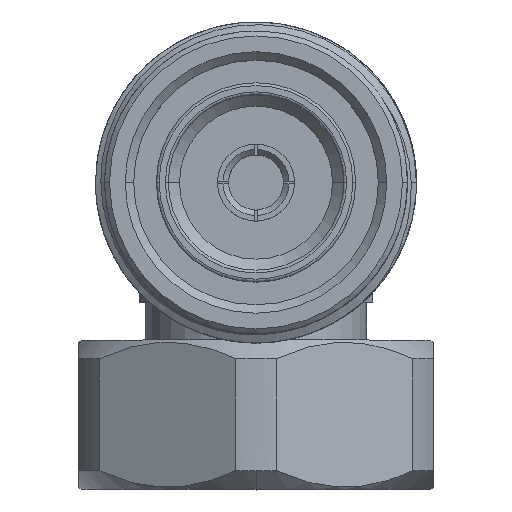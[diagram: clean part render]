
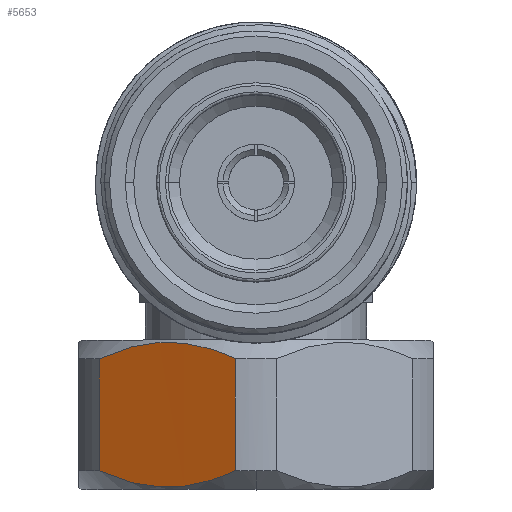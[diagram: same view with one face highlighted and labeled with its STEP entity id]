
A CAD part, top view. The second image highlights one B-rep face of the part: STEP entity #5653.
In plain terms, the highlighted face is planar.
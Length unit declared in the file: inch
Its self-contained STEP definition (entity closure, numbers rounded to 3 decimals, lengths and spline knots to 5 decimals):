
#313 = CARTESIAN_POINT ( 'NONE',  ( 0.50906, 0.51547, -0.36701 ) ) ;
#359 = CARTESIAN_POINT ( 'NONE',  ( -0.01181, 0.68507, -0.07327 ) ) ;
#370 = CARTESIAN_POINT ( 'NONE',  ( 0.51009, 0.52148, -0.35662 ) ) ;
#430 = CARTESIAN_POINT ( 'NONE',  ( 0.47165, 0.66175, -0.11366 ) ) ;
#545 = CARTESIAN_POINT ( 'NONE',  ( -0.01181, 0.40599, -0.55665 ) ) ;
#865 = CARTESIAN_POINT ( 'NONE',  ( 0.4891, 0.46014, -0.46284 ) ) ;
#987 = CARTESIAN_POINT ( 'NONE',  ( 0.48454, 0.45168, -0.47749 ) ) ;
#1021 = CARTESIAN_POINT ( 'NONE',  ( 0.01217, 0.47386, -0.4391 ) ) ;
#1174 = CARTESIAN_POINT ( 'NONE',  ( 0.509, 0.57532, -0.26337 ) ) ;
#1301 = DIRECTION ( 'NONE',  ( 0., 0.866, -0.5 ) ) ;
#1354 = CARTESIAN_POINT ( 'NONE',  ( 0.50983, 0.57083, -0.27113 ) ) ;
#1403 = DIRECTION ( 'NONE',  ( -1., 0., 0. ) ) ;
#1851 = CARTESIAN_POINT ( 'NONE',  ( 0.49128, 0.46437, -0.45552 ) ) ;
#1946 = CARTESIAN_POINT ( 'NONE',  ( 0.05512, 0.40599, -0.55665 ) ) ;
#2002 = CARTESIAN_POINT ( 'NONE',  ( 0.0123, 0.47354, -0.43964 ) ) ;
#2100 = CARTESIAN_POINT ( 'NONE',  ( 0.49729, 0.61354, -0.19716 ) ) ;
#2139 = VERTEX_POINT ( 'NONE', #8335 ) ;
#2157 = CARTESIAN_POINT ( 'NONE',  ( 0.50735, 0.50794, -0.38006 ) ) ;
#2214 = CARTESIAN_POINT ( 'NONE',  ( 0.50508, 0.4992, -0.39521 ) ) ;
#2222 = EDGE_LOOP ( 'NONE', ( #5794, #9748, #7268, #3006 ) ) ;
#2337 = CARTESIAN_POINT ( 'NONE',  ( -0.01181, 0.36369, -0.62992 ) ) ;
#2747 = CARTESIAN_POINT ( 'NONE',  ( 0.00753, 0.60601, -0.2102 ) ) ;
#2804 = CARTESIAN_POINT ( 'NONE',  ( -0.0036, 0.53373, -0.33539 ) ) ;
#2867 = CARTESIAN_POINT ( 'NONE',  ( 0.01651, 0.46456, -0.4552 ) ) ;
#2982 = CARTESIAN_POINT ( 'NONE',  ( 0.0117, 0.61614, -0.19266 ) ) ;
#3006 = ORIENTED_EDGE ( 'NONE', *, *, #7287, .F. ) ;
#3232 = VECTOR ( 'NONE', #1403, 39.37008 ) ;
#3257 = CARTESIAN_POINT ( 'NONE',  ( 0.50626, 0.50359, -0.3876 ) ) ;
#3570 = CARTESIAN_POINT ( 'NONE',  ( 0.05512, 0.40599, -0.55665 ) ) ;
#3693 = CARTESIAN_POINT ( 'NONE',  ( 0.49461, 0.47142, -0.44333 ) ) ;
#3803 = CARTESIAN_POINT ( 'NONE',  ( 0.49848, 0.48013, -0.42823 ) ) ;
#3844 = CARTESIAN_POINT ( 'NONE',  ( 0.00072, 0.50417, -0.3866 ) ) ;
#4041 = CARTESIAN_POINT ( 'NONE',  ( 0.50372, 0.4948, -0.40282 ) ) ;
#4074 = EDGE_CURVE ( 'NONE', #2139, #10511, #8800, .T. ) ;
#4146 = DIRECTION ( 'NONE',  ( -1., 0., 0. ) ) ;
#4492 = EDGE_CURVE ( 'NONE', #10511, #4589, #7496, .T. ) ;
#4589 = VERTEX_POINT ( 'NONE', #10508 ) ;
#4717 = CARTESIAN_POINT ( 'NONE',  ( 0.49555, 0.4735, -0.43972 ) ) ;
#4873 = CARTESIAN_POINT ( 'NONE',  ( 0.00669, 0.48625, -0.41763 ) ) ;
#4897 = CARTESIAN_POINT ( 'NONE',  ( 0.51181, 0.53952, -0.32537 ) ) ;
#4958 = CARTESIAN_POINT ( 'NONE',  ( 0.51181, 0.55145, -0.30469 ) ) ;
#5026 = CARTESIAN_POINT ( 'NONE',  ( 0.50809, 0.57984, -0.25553 ) ) ;
#5080 = CARTESIAN_POINT ( 'NONE',  ( 0.50643, 0.58717, -0.24285 ) ) ;
#5524 = CARTESIAN_POINT ( 'NONE',  ( 0.46215, 0.41759, -0.53656 ) ) ;
#5561 = CARTESIAN_POINT ( 'NONE',  ( 0.01308, 0.47182, -0.44262 ) ) ;
#5576 = EDGE_CURVE ( 'NONE', #2139, #10887, #10556, .T. ) ;
#5590 = CARTESIAN_POINT ( 'NONE',  ( 0.49525, 0.47282, -0.44089 ) ) ;
#5653 = ADVANCED_FACE ( 'NONE', ( #9666 ), #11622, .T. ) ;
#5677 = CARTESIAN_POINT ( 'NONE',  ( -0.00394, 0.55716, -0.2948 ) ) ;
#5794 = ORIENTED_EDGE ( 'NONE', *, *, #5576, .F. ) ;
#5801 = CARTESIAN_POINT ( 'NONE',  ( 0.03309, 0.43506, -0.5063 ) ) ;
#5886 = CARTESIAN_POINT ( 'NONE',  ( 0.50028, 0.6062, -0.20988 ) ) ;
#6500 = CARTESIAN_POINT ( 'NONE',  ( 0.49364, 0.4693, -0.44698 ) ) ;
#6540 = CARTESIAN_POINT ( 'NONE',  ( 0.00962, 0.61124, -0.20114 ) ) ;
#6571 = CARTESIAN_POINT ( 'NONE',  ( 0.45276, 0.40599, -0.55665 ) ) ;
#6600 = CARTESIAN_POINT ( 'NONE',  ( 0.01419, 0.46941, -0.44681 ) ) ;
#6655 = CARTESIAN_POINT ( 'NONE',  ( 0.02157, 0.6386, -0.15376 ) ) ;
#6741 = CARTESIAN_POINT ( 'NONE',  ( 0.50186, 0.6018, -0.21749 ) ) ;
#6806 = VECTOR ( 'NONE', #4146, 39.37008 ) ;
#7268 = ORIENTED_EDGE ( 'NONE', *, *, #4492, .T. ) ;
#7287 = EDGE_CURVE ( 'NONE', #10887, #4589, #9650, .T. ) ;
#7390 = CARTESIAN_POINT ( 'NONE',  ( 0.01261, 0.47286, -0.44083 ) ) ;
#7496 = B_SPLINE_CURVE_WITH_KNOTS ( 'NONE', 3,
 ( #1946, #11243, #5801, #11182, #2867, #6600, #5561, #7390, #2002, #1021, #4873, #3844, #11127, #2804, #10319, #5677, #8549, #7568, #2747, #6540, #9397, #8368, #9286, #2982, #6655, #10378, #12087 ),
 .UNSPECIFIED., .F., .F.,
 ( 4, 1, 1, 1, 1, 1, 2, 2, 1, 2, 2, 1, 1, 1, 1, 1, 2, 2, 4 ),
 ( 0., 0.125, 0.1875, 0.21875, 0.23438, 0.24219, 0.24609, 0.25, 0.375, 0.4375, 0.5, 0.625, 0.6875, 0.71875, 0.73438, 0.74219, 0.74609, 0.75, 1. ),
 .UNSPECIFIED. ) ;
#7534 = CARTESIAN_POINT ( 'NONE',  ( 0.50077, 0.48601, -0.41805 ) ) ;
#7568 = CARTESIAN_POINT ( 'NONE',  ( 0.00379, 0.59557, -0.22828 ) ) ;
#7650 = CARTESIAN_POINT ( 'NONE',  ( 0.507, 0.50652, -0.38253 ) ) ;
#7772 = CARTESIAN_POINT ( 'NONE',  ( 0.49633, 0.61578, -0.19329 ) ) ;
#8335 = CARTESIAN_POINT ( 'NONE',  ( 0.45276, 0.40599, -0.55665 ) ) ;
#8368 = CARTESIAN_POINT ( 'NONE',  ( 0.0112, 0.61499, -0.19466 ) ) ;
#8549 = CARTESIAN_POINT ( 'NONE',  ( -0.00197, 0.5748, -0.26426 ) ) ;
#8631 = CARTESIAN_POINT ( 'NONE',  ( 0.45276, 0.68507, -0.07327 ) ) ;
#8752 = CARTESIAN_POINT ( 'NONE',  ( 0.50479, 0.59302, -0.23271 ) ) ;
#8800 = LINE ( 'NONE', #545, #3232 ) ;
#8809 = CARTESIAN_POINT ( 'NONE',  ( 0.51148, 0.55741, -0.29438 ) ) ;
#9179 = CARTESIAN_POINT ( 'NONE',  ( 0.45276, 0.68507, -0.07327 ) ) ;
#9243 = CARTESIAN_POINT ( 'NONE',  ( 0.47045, 0.42901, -0.51676 ) ) ;
#9286 = CARTESIAN_POINT ( 'NONE',  ( 0.01152, 0.61573, -0.19336 ) ) ;
#9397 = CARTESIAN_POINT ( 'NONE',  ( 0.01072, 0.61386, -0.1966 ) ) ;
#9546 = CARTESIAN_POINT ( 'NONE',  ( 0.51046, 0.56636, -0.27888 ) ) ;
#9603 = CARTESIAN_POINT ( 'NONE',  ( 0.49822, 0.61134, -0.20098 ) ) ;
#9650 = LINE ( 'NONE', #359, #6806 ) ;
#9666 = FACE_OUTER_BOUND ( 'NONE', #2222, .T. ) ;
#9724 = CARTESIAN_POINT ( 'NONE',  ( 0.51147, 0.53347, -0.33583 ) ) ;
#9748 = ORIENTED_EDGE ( 'NONE', *, *, #4074, .T. ) ;
#10291 = CARTESIAN_POINT ( 'NONE',  ( 0.48123, 0.44603, -0.48728 ) ) ;
#10319 = CARTESIAN_POINT ( 'NONE',  ( -0.00393, 0.53965, -0.32515 ) ) ;
#10378 = CARTESIAN_POINT ( 'NONE',  ( 0.03599, 0.66146, -0.11416 ) ) ;
#10508 = CARTESIAN_POINT ( 'NONE',  ( 0.05512, 0.68507, -0.07327 ) ) ;
#10511 = VERTEX_POINT ( 'NONE', #3570 ) ;
#10531 = CARTESIAN_POINT ( 'NONE',  ( 0.48607, 0.63913, -0.15284 ) ) ;
#10556 = B_SPLINE_CURVE_WITH_KNOTS ( 'NONE', 3,
 ( #6571, #5524, #9243, #10291, #987, #865, #1851, #6500, #3693, #5590, #4717, #3803, #7534, #4041, #2214, #3257, #7650, #2157, #313, #370, #9724, #4897, #4958, #8809, #9546, #1354, #1174, #10593, #5026, #5080, #8752, #6741, #5886, #9603, #2100, #11500, #7772, #10531, #430, #8631 ),
 .UNSPECIFIED., .F., .F.,
 ( 4, 2, 2, 1, 1, 2, 2, 2, 1, 2, 2, 2, 2, 2, 1, 2, 2, 2, 1, 1, 2, 2, 4 ),
 ( 0., 0.125, 0.1875, 0.21875, 0.23438, 0.24219, 0.25, 0.3125, 0.34375, 0.35938, 0.375, 0.4375, 0.5, 0.5625, 0.59375, 0.60938, 0.625, 0.6875, 0.71875, 0.73438, 0.74219, 0.75, 1. ),
 .UNSPECIFIED. ) ;
#10593 = CARTESIAN_POINT ( 'NONE',  ( 0.50841, 0.57831, -0.25818 ) ) ;
#10655 = DIRECTION ( 'NONE',  ( -1., 0., 0. ) ) ;
#10887 = VERTEX_POINT ( 'NONE', #9179 ) ;
#11127 = CARTESIAN_POINT ( 'NONE',  ( -0.00227, 0.52193, -0.35583 ) ) ;
#11182 = CARTESIAN_POINT ( 'NONE',  ( 0.02153, 0.45481, -0.4721 ) ) ;
#11243 = CARTESIAN_POINT ( 'NONE',  ( 0.04561, 0.41772, -0.53632 ) ) ;
#11500 = CARTESIAN_POINT ( 'NONE',  ( 0.49667, 0.61501, -0.19461 ) ) ;
#11622 = PLANE ( 'NONE',  #12042 ) ;
#12042 = AXIS2_PLACEMENT_3D ( 'NONE', #2337, #1301, #10655 ) ;
#12087 = CARTESIAN_POINT ( 'NONE',  ( 0.05512, 0.68507, -0.07327 ) ) ;
